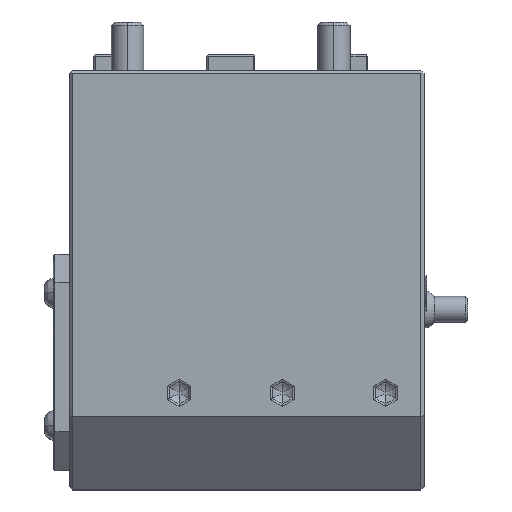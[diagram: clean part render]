
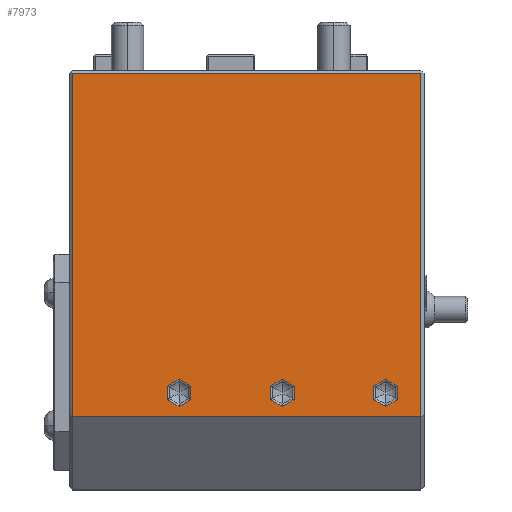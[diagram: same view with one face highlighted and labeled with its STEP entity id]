
A CAD part, top view. The second image highlights one B-rep face of the part: STEP entity #7973.
In plain terms, the highlighted planar face has unit normal (0, 0, 1).
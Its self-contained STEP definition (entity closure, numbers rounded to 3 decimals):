
#951=DIRECTION('',(0.,1.,0.));
#952=VECTOR('',#951,106.357);
#953=CARTESIAN_POINT('',(59.,-107.357,42.5));
#954=LINE('',#953,#952);
#955=DIRECTION('',(-1.,0.,0.));
#956=VECTOR('',#955,108.);
#957=CARTESIAN_POINT('',(59.,-107.357,42.5));
#958=LINE('',#957,#956);
#959=DIRECTION('',(0.,1.,0.));
#960=VECTOR('',#959,106.357);
#961=CARTESIAN_POINT('',(-49.,-107.357,42.5));
#962=LINE('',#961,#960);
#963=DIRECTION('',(1.,0.,0.));
#964=VECTOR('',#963,108.);
#965=CARTESIAN_POINT('',(-49.,-1.,42.5));
#966=LINE('',#965,#964);
#1612=DIRECTION('',(0.,1.,0.));
#1613=VECTOR('',#1612,4.219);
#1614=CARTESIAN_POINT('',(-12.346,-102.11,42.5));
#1615=LINE('',#1614,#1613);
#1640=DIRECTION('',(0.866,0.5,0.));
#1641=VECTOR('',#1640,4.219);
#1642=CARTESIAN_POINT('',(-16.,-104.219,42.5));
#1643=LINE('',#1642,#1641);
#1648=DIRECTION('',(0.866,-0.5,0.));
#1649=VECTOR('',#1648,4.219);
#1650=CARTESIAN_POINT('',(-19.654,-102.11,42.5));
#1651=LINE('',#1650,#1649);
#1696=DIRECTION('',(0.,-1.,0.));
#1697=VECTOR('',#1696,4.219);
#1698=CARTESIAN_POINT('',(-19.654,-97.89,42.5));
#1699=LINE('',#1698,#1697);
#1724=DIRECTION('',(-0.866,-0.5,0.));
#1725=VECTOR('',#1724,4.219);
#1726=CARTESIAN_POINT('',(-16.,-95.781,42.5));
#1727=LINE('',#1726,#1725);
#1752=DIRECTION('',(-0.866,0.5,0.));
#1753=VECTOR('',#1752,4.219);
#1754=CARTESIAN_POINT('',(-12.346,-97.89,42.5));
#1755=LINE('',#1754,#1753);
#1858=DIRECTION('',(0.,1.,0.));
#1859=VECTOR('',#1858,4.219);
#1860=CARTESIAN_POINT('',(19.654,-102.11,42.5));
#1861=LINE('',#1860,#1859);
#1886=DIRECTION('',(0.866,0.5,0.));
#1887=VECTOR('',#1886,4.219);
#1888=CARTESIAN_POINT('',(16.,-104.219,42.5));
#1889=LINE('',#1888,#1887);
#1894=DIRECTION('',(0.866,-0.5,0.));
#1895=VECTOR('',#1894,4.219);
#1896=CARTESIAN_POINT('',(12.346,-102.11,42.5));
#1897=LINE('',#1896,#1895);
#1942=DIRECTION('',(0.,-1.,0.));
#1943=VECTOR('',#1942,4.219);
#1944=CARTESIAN_POINT('',(12.346,-97.89,42.5));
#1945=LINE('',#1944,#1943);
#1970=DIRECTION('',(-0.866,-0.5,0.));
#1971=VECTOR('',#1970,4.219);
#1972=CARTESIAN_POINT('',(16.,-95.781,42.5));
#1973=LINE('',#1972,#1971);
#1998=DIRECTION('',(-0.866,0.5,0.));
#1999=VECTOR('',#1998,4.219);
#2000=CARTESIAN_POINT('',(19.654,-97.89,42.5));
#2001=LINE('',#2000,#1999);
#2104=DIRECTION('',(0.,1.,0.));
#2105=VECTOR('',#2104,4.219);
#2106=CARTESIAN_POINT('',(51.654,-102.11,42.5));
#2107=LINE('',#2106,#2105);
#2132=DIRECTION('',(0.866,0.5,0.));
#2133=VECTOR('',#2132,4.219);
#2134=CARTESIAN_POINT('',(48.,-104.219,42.5));
#2135=LINE('',#2134,#2133);
#2140=DIRECTION('',(0.866,-0.5,0.));
#2141=VECTOR('',#2140,4.219);
#2142=CARTESIAN_POINT('',(44.346,-102.11,42.5));
#2143=LINE('',#2142,#2141);
#2188=DIRECTION('',(0.,-1.,0.));
#2189=VECTOR('',#2188,4.219);
#2190=CARTESIAN_POINT('',(44.346,-97.89,42.5));
#2191=LINE('',#2190,#2189);
#2216=DIRECTION('',(-0.866,-0.5,0.));
#2217=VECTOR('',#2216,4.219);
#2218=CARTESIAN_POINT('',(48.,-95.781,42.5));
#2219=LINE('',#2218,#2217);
#2244=DIRECTION('',(-0.866,0.5,0.));
#2245=VECTOR('',#2244,4.219);
#2246=CARTESIAN_POINT('',(51.654,-97.89,42.5));
#2247=LINE('',#2246,#2245);
#6014=CARTESIAN_POINT('',(59.,-107.357,42.5));
#6015=CARTESIAN_POINT('',(59.,-1.,42.5));
#6016=VERTEX_POINT('',#6014);
#6017=VERTEX_POINT('',#6015);
#6028=CARTESIAN_POINT('',(-49.,-107.357,42.5));
#6029=VERTEX_POINT('',#6028);
#6038=CARTESIAN_POINT('',(-49.,-1.,42.5));
#6039=VERTEX_POINT('',#6038);
#6662=CARTESIAN_POINT('',(48.,-104.219,42.5));
#6663=CARTESIAN_POINT('',(51.654,-102.11,42.5));
#6664=VERTEX_POINT('',#6662);
#6665=VERTEX_POINT('',#6663);
#6670=CARTESIAN_POINT('',(51.654,-97.89,42.5));
#6671=VERTEX_POINT('',#6670);
#6674=CARTESIAN_POINT('',(48.,-95.781,42.5));
#6675=VERTEX_POINT('',#6674);
#6678=CARTESIAN_POINT('',(44.346,-97.89,42.5));
#6679=VERTEX_POINT('',#6678);
#6682=CARTESIAN_POINT('',(44.346,-102.11,42.5));
#6683=VERTEX_POINT('',#6682);
#6752=CARTESIAN_POINT('',(16.,-104.219,42.5));
#6753=CARTESIAN_POINT('',(19.654,-102.11,42.5));
#6754=VERTEX_POINT('',#6752);
#6755=VERTEX_POINT('',#6753);
#6760=CARTESIAN_POINT('',(19.654,-97.89,42.5));
#6761=VERTEX_POINT('',#6760);
#6764=CARTESIAN_POINT('',(16.,-95.781,42.5));
#6765=VERTEX_POINT('',#6764);
#6768=CARTESIAN_POINT('',(12.346,-97.89,42.5));
#6769=VERTEX_POINT('',#6768);
#6772=CARTESIAN_POINT('',(12.346,-102.11,42.5));
#6773=VERTEX_POINT('',#6772);
#6887=CARTESIAN_POINT('',(-16.,-104.219,42.5));
#6888=CARTESIAN_POINT('',(-12.346,-102.11,42.5));
#6889=VERTEX_POINT('',#6887);
#6890=VERTEX_POINT('',#6888);
#6895=CARTESIAN_POINT('',(-12.346,-97.89,42.5));
#6896=VERTEX_POINT('',#6895);
#6899=CARTESIAN_POINT('',(-16.,-95.781,42.5));
#6900=VERTEX_POINT('',#6899);
#6903=CARTESIAN_POINT('',(-19.654,-97.89,42.5));
#6904=VERTEX_POINT('',#6903);
#6907=CARTESIAN_POINT('',(-19.654,-102.11,42.5));
#6908=VERTEX_POINT('',#6907);
#7917=CARTESIAN_POINT('',(60.,0.,42.5));
#7918=DIRECTION('',(0.,0.,1.));
#7919=DIRECTION('',(-1.,0.,0.));
#7920=AXIS2_PLACEMENT_3D('',#7917,#7918,#7919);
#7921=PLANE('',#7920);
#7923=ORIENTED_EDGE('',*,*,#7922,.F.);
#7925=ORIENTED_EDGE('',*,*,#7924,.T.);
#7926=ORIENTED_EDGE('',*,*,#7906,.T.);
#7928=ORIENTED_EDGE('',*,*,#7927,.T.);
#7929=EDGE_LOOP('',(#7923,#7925,#7926,#7928));
#7930=FACE_OUTER_BOUND('',#7929,.F.);
#7932=ORIENTED_EDGE('',*,*,#7931,.T.);
#7934=ORIENTED_EDGE('',*,*,#7933,.T.);
#7936=ORIENTED_EDGE('',*,*,#7935,.T.);
#7938=ORIENTED_EDGE('',*,*,#7937,.T.);
#7940=ORIENTED_EDGE('',*,*,#7939,.T.);
#7942=ORIENTED_EDGE('',*,*,#7941,.T.);
#7943=EDGE_LOOP('',(#7932,#7934,#7936,#7938,#7940,#7942));
#7944=FACE_BOUND('',#7943,.F.);
#7946=ORIENTED_EDGE('',*,*,#7945,.T.);
#7948=ORIENTED_EDGE('',*,*,#7947,.T.);
#7950=ORIENTED_EDGE('',*,*,#7949,.T.);
#7952=ORIENTED_EDGE('',*,*,#7951,.T.);
#7954=ORIENTED_EDGE('',*,*,#7953,.T.);
#7956=ORIENTED_EDGE('',*,*,#7955,.T.);
#7957=EDGE_LOOP('',(#7946,#7948,#7950,#7952,#7954,#7956));
#7958=FACE_BOUND('',#7957,.F.);
#7960=ORIENTED_EDGE('',*,*,#7959,.T.);
#7962=ORIENTED_EDGE('',*,*,#7961,.T.);
#7964=ORIENTED_EDGE('',*,*,#7963,.T.);
#7966=ORIENTED_EDGE('',*,*,#7965,.T.);
#7968=ORIENTED_EDGE('',*,*,#7967,.T.);
#7970=ORIENTED_EDGE('',*,*,#7969,.T.);
#7971=EDGE_LOOP('',(#7960,#7962,#7964,#7966,#7968,#7970));
#7972=FACE_BOUND('',#7971,.F.);
#7906=EDGE_CURVE('',#6029,#6039,#962,.T.);
#7922=EDGE_CURVE('',#6016,#6017,#954,.T.);
#7924=EDGE_CURVE('',#6016,#6029,#958,.T.);
#7927=EDGE_CURVE('',#6039,#6017,#966,.T.);
#7931=EDGE_CURVE('',#6890,#6896,#1615,.T.);
#7933=EDGE_CURVE('',#6896,#6900,#1755,.T.);
#7935=EDGE_CURVE('',#6900,#6904,#1727,.T.);
#7937=EDGE_CURVE('',#6904,#6908,#1699,.T.);
#7939=EDGE_CURVE('',#6908,#6889,#1651,.T.);
#7941=EDGE_CURVE('',#6889,#6890,#1643,.T.);
#7945=EDGE_CURVE('',#6755,#6761,#1861,.T.);
#7947=EDGE_CURVE('',#6761,#6765,#2001,.T.);
#7949=EDGE_CURVE('',#6765,#6769,#1973,.T.);
#7951=EDGE_CURVE('',#6769,#6773,#1945,.T.);
#7953=EDGE_CURVE('',#6773,#6754,#1897,.T.);
#7955=EDGE_CURVE('',#6754,#6755,#1889,.T.);
#7959=EDGE_CURVE('',#6665,#6671,#2107,.T.);
#7961=EDGE_CURVE('',#6671,#6675,#2247,.T.);
#7963=EDGE_CURVE('',#6675,#6679,#2219,.T.);
#7965=EDGE_CURVE('',#6679,#6683,#2191,.T.);
#7967=EDGE_CURVE('',#6683,#6664,#2143,.T.);
#7969=EDGE_CURVE('',#6664,#6665,#2135,.T.);
#7973=ADVANCED_FACE('',(#7930,#7944,#7958,#7972),#7921,.T.);
